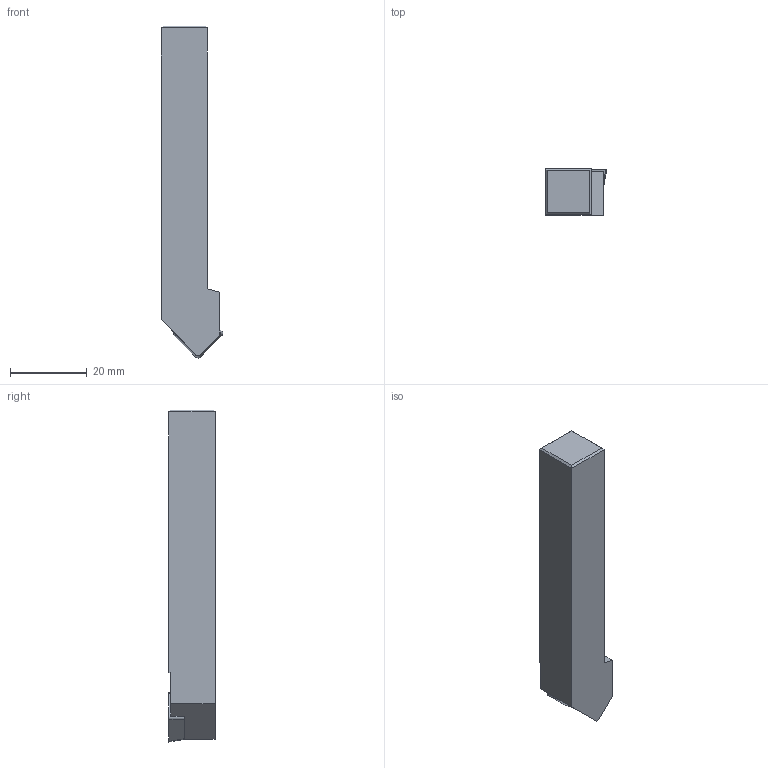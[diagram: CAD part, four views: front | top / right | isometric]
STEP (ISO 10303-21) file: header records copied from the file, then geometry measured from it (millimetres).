
FILE_DESCRIPTION((''),'2;1');
FILE_NAME('70661012_ASM','2018-11-19T14:16:24',('piechottad'),(''),'CREO PARAMETRIC BY PTC INC, 2017380','CREO PARAMETRIC BY PTC INC, 2017380','');
FILE_SCHEMA(('AUTOMOTIVE_DESIGN { 1 0 10303 214 1 1 1 1 }'));
Length unit declared in the file: millimetre
Products named in the file (3): 70661012NC; 70661012C; 70661012_ASM
Assembly tree (2 placements, depth 2):
  70661012_ASM
    70661012NC
    70661012C
Bounding box: 16 x 12 x 86.41 mm (x, y, z)
Volume: 12177.2 mm3; surface area: 4649.8 mm2
Topology: 2 solids, 2 shells, 35 faces, 94 edges, 63 vertices
Faces by surface type: plane 25, cylinder 6, torus 2, cone 2
Entity records: 2619 total; most frequent: CARTESIAN_POINT 269, DIRECTION 246, ORIENTED_EDGE 168, PROPERTY_DEFINITION 151, REPRESENTATION 149, PROPERTY_DEFINITION_REPRESENTATION 149, PRESENTATION_STYLE_ASSIGNMENT 134, STYLED_ITEM 134
